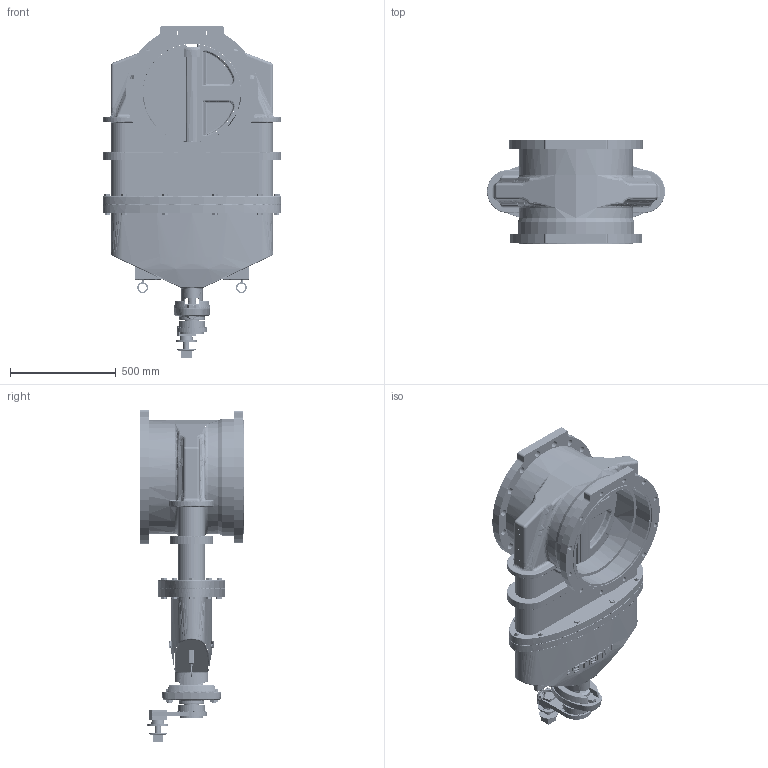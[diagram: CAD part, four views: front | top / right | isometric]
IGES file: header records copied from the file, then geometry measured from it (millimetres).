
Start section: SolidWorks IGES file using analytic representation for surfaces
Global section: file name: A-2361-19_18_N.IGS; native system: SolidWorks 2013; preprocessor: SolidWorks 2013; author: CAD M1; date: 140220.182804; units: millimetre
Bounding box: 843.61 x 493.95 x 1572.48 mm (x, y, z)
Surface area: 6196172.7 mm2 (no closed solid volume)
Topology: 0 solids, 0 shells, 1885 faces, 35103 edges, 35051 vertices
Faces by surface type: bspline 1131, revolution 754
